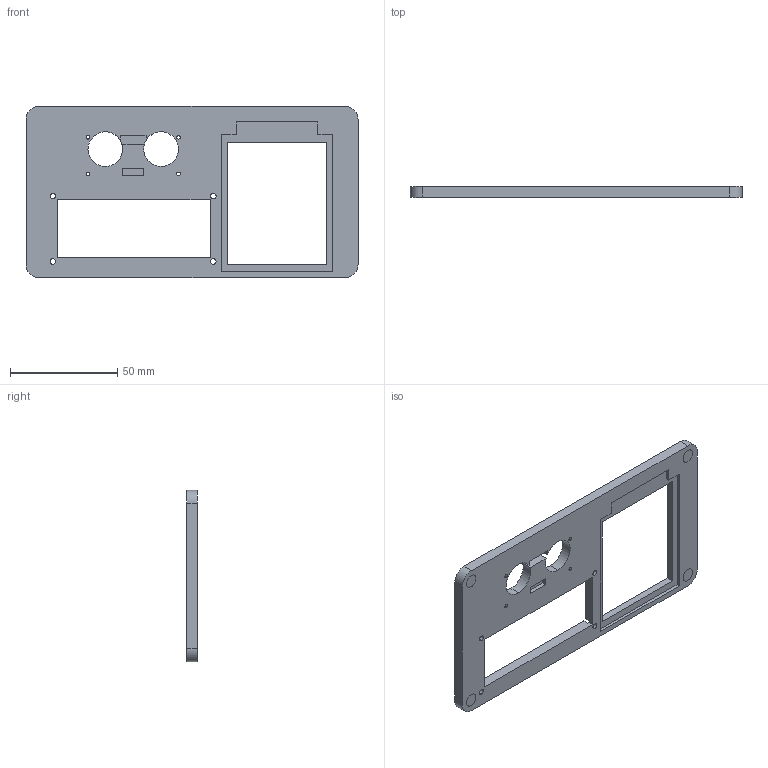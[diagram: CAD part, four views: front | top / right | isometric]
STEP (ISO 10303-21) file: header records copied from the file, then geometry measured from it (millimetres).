
FILE_DESCRIPTION (( 'STEP AP203' ), '1' );
FILE_NAME ('Pi cover.STEP', '2021-07-29T19:24:18', ( '' ), ( '' ), 'SwSTEP 2.0', 'SolidWorks 2020', '' );
FILE_SCHEMA (( 'CONFIG_CONTROL_DESIGN' ));
Length unit declared in the file: millimetre
Products named in the file (1): Pi cover
Bounding box: 155 x 5 x 80 mm (x, y, z)
Volume: 34609.9 mm3; surface area: 20501 mm2
Topology: 1 solids, 5 shells, 104 faces, 279 edges, 186 vertices
Faces by surface type: plane 72, cylinder 32
Entity records: 3368 total; most frequent: CARTESIAN_POINT 570, ORIENTED_EDGE 558, DIRECTION 557, EDGE_CURVE 279, VECTOR 211, LINE 211, VERTEX_POINT 186, AXIS2_PLACEMENT_3D 173
